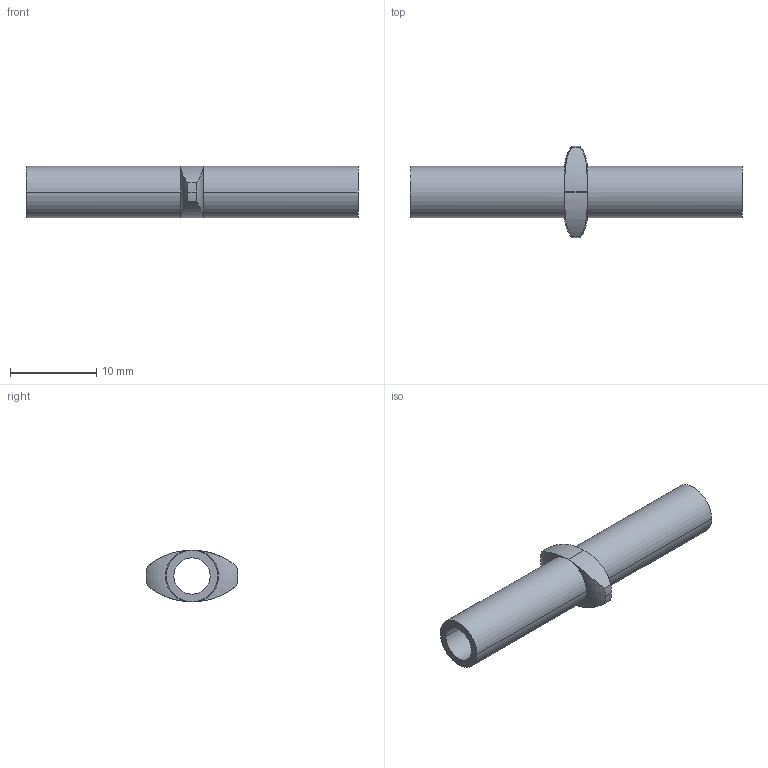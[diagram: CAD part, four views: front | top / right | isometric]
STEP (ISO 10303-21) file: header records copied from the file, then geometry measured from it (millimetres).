
FILE_DESCRIPTION(('STEP AP214'),'1');
FILE_NAME('3120_06_00.stp','2016-07-07T14:15:07',('TraceParts'),('TraceParts S.A.'),'Spatial InterOp 3D',' ',' ');
FILE_SCHEMA(('automotive_design'));
Length unit declared in the file: millimetre
Products named in the file (1): 1
Bounding box: 38.5 x 10.6 x 6 mm (x, y, z)
Volume: 604.3 mm3; surface area: 1314.8 mm2
Topology: 1 solids, 1 shells, 22 faces, 60 edges, 40 vertices
Faces by surface type: cylinder 12, plane 6, torus 4
Entity records: 779 total; most frequent: CARTESIAN_POINT 179, DIRECTION 134, ORIENTED_EDGE 120, EDGE_CURVE 60, AXIS2_PLACEMENT_3D 59, VERTEX_POINT 40, CIRCLE 36, EDGE_LOOP 24
